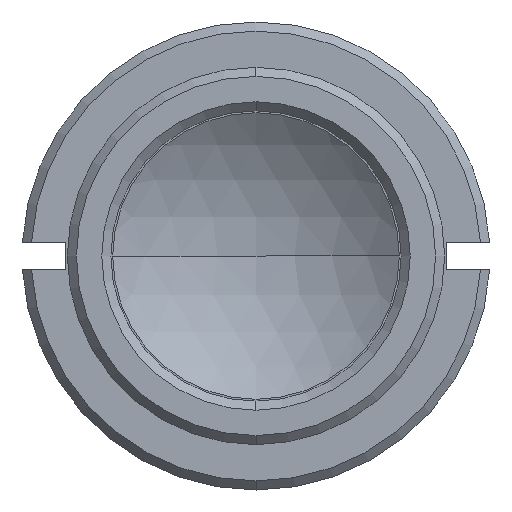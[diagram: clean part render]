
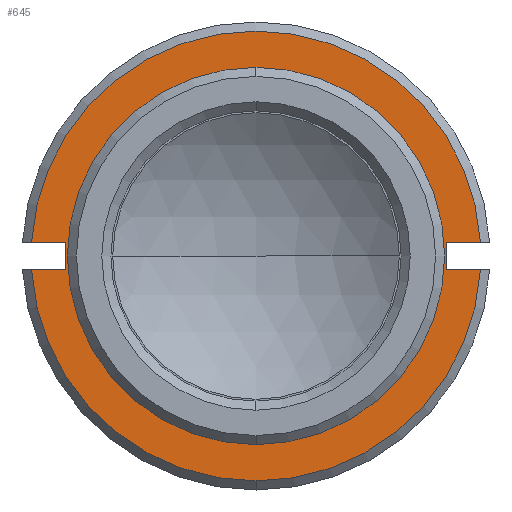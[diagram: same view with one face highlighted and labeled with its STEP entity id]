
A CAD part, left-side view. The second image highlights one B-rep face of the part: STEP entity #645.
In plain terms, the highlighted planar face has unit normal (-1, 0, 0).
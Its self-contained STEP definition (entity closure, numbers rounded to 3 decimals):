
#3 = EDGE_CURVE ( 'NONE', #141, #912, #92, .T. ) ;
#33 = AXIS2_PLACEMENT_3D ( 'NONE', #1109, #79, #453 ) ;
#51 = EDGE_CURVE ( 'NONE', #80, #1081, #586, .T. ) ;
#63 = AXIS2_PLACEMENT_3D ( 'NONE', #281, #440, #634 ) ;
#70 = EDGE_CURVE ( 'NONE', #796, #500, #1170, .T. ) ;
#79 = DIRECTION ( 'NONE',  ( 1., 0., 0. ) ) ;
#80 = VERTEX_POINT ( 'NONE', #991 ) ;
#86 = PLANE ( 'NONE',  #33 ) ;
#92 = LINE ( 'NONE', #367, #647 ) ;
#101 = VERTEX_POINT ( 'NONE', #926 ) ;
#112 = EDGE_CURVE ( 'NONE', #1081, #141, #1125, .T. ) ;
#115 = CARTESIAN_POINT ( 'NONE',  ( 44.604, 10.5, -0.75 ) ) ;
#117 = CARTESIAN_POINT ( 'NONE',  ( 44.604, 10.4, -0.75 ) ) ;
#127 = DIRECTION ( 'NONE',  ( -1., 0., 0. ) ) ;
#131 = DIRECTION ( 'NONE',  ( -1., 0., 0. ) ) ;
#141 = VERTEX_POINT ( 'NONE', #965 ) ;
#143 = EDGE_CURVE ( 'NONE', #500, #796, #1143, .T. ) ;
#144 = VECTOR ( 'NONE', #580, 1000. ) ;
#148 = ORIENTED_EDGE ( 'NONE', *, *, #3, .T. ) ;
#152 = VECTOR ( 'NONE', #684, 1000. ) ;
#171 = DIRECTION ( 'NONE',  ( -1., 0., 0. ) ) ;
#177 = ORIENTED_EDGE ( 'NONE', *, *, #393, .T. ) ;
#178 = FACE_OUTER_BOUND ( 'NONE', #823, .T. ) ;
#188 = VERTEX_POINT ( 'NONE', #565 ) ;
#214 = CARTESIAN_POINT ( 'NONE',  ( 44.604, 0., 10.4 ) ) ;
#249 = CARTESIAN_POINT ( 'NONE',  ( 44.604, 10.4, -0.75 ) ) ;
#253 = VECTOR ( 'NONE', #1155, 1000. ) ;
#281 = CARTESIAN_POINT ( 'NONE',  ( 44.604, 0., 0. ) ) ;
#300 = ORIENTED_EDGE ( 'NONE', *, *, #143, .F. ) ;
#313 = ORIENTED_EDGE ( 'NONE', *, *, #415, .T. ) ;
#320 = CIRCLE ( 'NONE', #1043, 12.4 ) ;
#341 = DIRECTION ( 'NONE',  ( -1., 0., 0. ) ) ;
#352 = CARTESIAN_POINT ( 'NONE',  ( 44.604, 12.377, 0.75 ) ) ;
#366 = CARTESIAN_POINT ( 'NONE',  ( 44.604, -12.377, -0.75 ) ) ;
#367 = CARTESIAN_POINT ( 'NONE',  ( 44.604, 10.5, 0. ) ) ;
#393 = EDGE_CURVE ( 'NONE', #1176, #945, #942, .T. ) ;
#401 = DIRECTION ( 'NONE',  ( 0., 0., 1. ) ) ;
#415 = EDGE_CURVE ( 'NONE', #188, #1176, #320, .T. ) ;
#418 = LINE ( 'NONE', #249, #653 ) ;
#430 = CARTESIAN_POINT ( 'NONE',  ( 44.604, 0., 0. ) ) ;
#440 = DIRECTION ( 'NONE',  ( -1., 0., 0. ) ) ;
#453 = DIRECTION ( 'NONE',  ( 0., 0., -1. ) ) ;
#462 = EDGE_LOOP ( 'NONE', ( #753, #300 ) ) ;
#470 = VECTOR ( 'NONE', #949, 1000. ) ;
#490 = DIRECTION ( 'NONE',  ( 0., 0., 1. ) ) ;
#497 = EDGE_CURVE ( 'NONE', #912, #101, #418, .T. ) ;
#500 = VERTEX_POINT ( 'NONE', #1151 ) ;
#507 = AXIS2_PLACEMENT_3D ( 'NONE', #722, #171, #899 ) ;
#512 = AXIS2_PLACEMENT_3D ( 'NONE', #430, #341, #718 ) ;
#540 = ORIENTED_EDGE ( 'NONE', *, *, #497, .T. ) ;
#565 = CARTESIAN_POINT ( 'NONE',  ( 44.604, 0., -12.4 ) ) ;
#568 = CARTESIAN_POINT ( 'NONE',  ( 44.604, -10.5, 0. ) ) ;
#569 = VERTEX_POINT ( 'NONE', #712 ) ;
#580 = DIRECTION ( 'NONE',  ( 0., -1., 0. ) ) ;
#586 = CIRCLE ( 'NONE', #63, 12.4 ) ;
#607 = CARTESIAN_POINT ( 'NONE',  ( 44.604, 10.4, 0.75 ) ) ;
#608 = ORIENTED_EDGE ( 'NONE', *, *, #818, .T. ) ;
#632 = ORIENTED_EDGE ( 'NONE', *, *, #112, .T. ) ;
#634 = DIRECTION ( 'NONE',  ( 0., 0., 1. ) ) ;
#645 = ADVANCED_FACE ( 'NONE', ( #178, #1093 ), #86, .F. ) ;
#647 = VECTOR ( 'NONE', #728, 1000. ) ;
#653 = VECTOR ( 'NONE', #1067, 1000. ) ;
#675 = CARTESIAN_POINT ( 'NONE',  ( 44.604, 10.4, 0.75 ) ) ;
#677 = ORIENTED_EDGE ( 'NONE', *, *, #799, .T. ) ;
#682 = CARTESIAN_POINT ( 'NONE',  ( 44.604, 0., 0. ) ) ;
#684 = DIRECTION ( 'NONE',  ( 0., 1., 0. ) ) ;
#712 = CARTESIAN_POINT ( 'NONE',  ( 44.604, -10.5, 0.75 ) ) ;
#718 = DIRECTION ( 'NONE',  ( 0., 0., 1. ) ) ;
#722 = CARTESIAN_POINT ( 'NONE',  ( 44.604, 0., 0. ) ) ;
#728 = DIRECTION ( 'NONE',  ( 0., 0., -1. ) ) ;
#753 = ORIENTED_EDGE ( 'NONE', *, *, #70, .F. ) ;
#768 = LINE ( 'NONE', #568, #470 ) ;
#784 = CARTESIAN_POINT ( 'NONE',  ( 44.604, -10.5, -0.75 ) ) ;
#796 = VERTEX_POINT ( 'NONE', #214 ) ;
#799 = EDGE_CURVE ( 'NONE', #945, #569, #768, .T. ) ;
#813 = CIRCLE ( 'NONE', #1072, 12.4 ) ;
#818 = EDGE_CURVE ( 'NONE', #101, #188, #813, .T. ) ;
#823 = EDGE_LOOP ( 'NONE', ( #608, #313, #177, #677, #1013, #1169, #632, #148, #540 ) ) ;
#899 = DIRECTION ( 'NONE',  ( 0., 0., 1. ) ) ;
#912 = VERTEX_POINT ( 'NONE', #115 ) ;
#926 = CARTESIAN_POINT ( 'NONE',  ( 44.604, 12.377, -0.75 ) ) ;
#942 = LINE ( 'NONE', #117, #152 ) ;
#945 = VERTEX_POINT ( 'NONE', #784 ) ;
#949 = DIRECTION ( 'NONE',  ( 0., 0., 1. ) ) ;
#965 = CARTESIAN_POINT ( 'NONE',  ( 44.604, 10.5, 0.75 ) ) ;
#991 = CARTESIAN_POINT ( 'NONE',  ( 44.604, -12.377, 0.75 ) ) ;
#1013 = ORIENTED_EDGE ( 'NONE', *, *, #1016, .T. ) ;
#1016 = EDGE_CURVE ( 'NONE', #569, #80, #1053, .T. ) ;
#1028 = CARTESIAN_POINT ( 'NONE',  ( 44.604, 0., 0. ) ) ;
#1043 = AXIS2_PLACEMENT_3D ( 'NONE', #1028, #127, #490 ) ;
#1053 = LINE ( 'NONE', #607, #253 ) ;
#1067 = DIRECTION ( 'NONE',  ( 0., 1., 0. ) ) ;
#1072 = AXIS2_PLACEMENT_3D ( 'NONE', #682, #131, #401 ) ;
#1081 = VERTEX_POINT ( 'NONE', #352 ) ;
#1093 = FACE_BOUND ( 'NONE', #462, .T. ) ;
#1109 = CARTESIAN_POINT ( 'NONE',  ( 44.604, 10.4, 0. ) ) ;
#1125 = LINE ( 'NONE', #675, #144 ) ;
#1143 = CIRCLE ( 'NONE', #512, 10.4 ) ;
#1151 = CARTESIAN_POINT ( 'NONE',  ( 44.604, 0., -10.4 ) ) ;
#1155 = DIRECTION ( 'NONE',  ( 0., -1., 0. ) ) ;
#1169 = ORIENTED_EDGE ( 'NONE', *, *, #51, .T. ) ;
#1170 = CIRCLE ( 'NONE', #507, 10.4 ) ;
#1176 = VERTEX_POINT ( 'NONE', #366 ) ;
